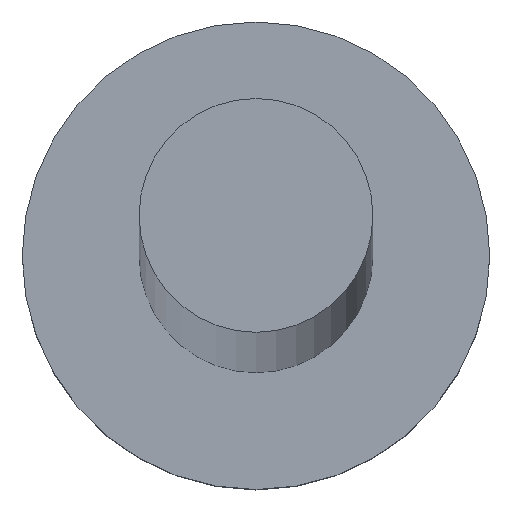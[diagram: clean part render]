
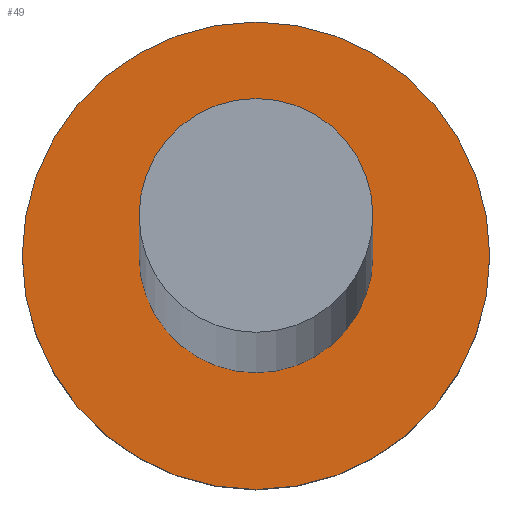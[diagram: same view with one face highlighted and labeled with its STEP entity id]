
A CAD part, top view. The second image highlights one B-rep face of the part: STEP entity #49.
In plain terms, the highlighted planar face has unit normal (0, 0, 1).
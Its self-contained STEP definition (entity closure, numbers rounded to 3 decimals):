
#1 = CARTESIAN_POINT ( 'NONE',  ( 5., 0., 5. ) ) ;
#3 = FACE_OUTER_BOUND ( 'NONE', #15, .T. ) ;
#12 = VERTEX_POINT ( 'NONE', #1 ) ;
#15 = EDGE_LOOP ( 'NONE', ( #141, #103 ) ) ;
#20 = VERTEX_POINT ( 'NONE', #213 ) ;
#43 = VERTEX_POINT ( 'NONE', #216 ) ;
#46 = CARTESIAN_POINT ( 'NONE',  ( 0., 0., 5. ) ) ;
#49 = ADVANCED_FACE ( 'NONE', ( #50, #3 ), #86, .T. ) ;
#50 = FACE_BOUND ( 'NONE', #54, .T. ) ;
#53 = CARTESIAN_POINT ( 'NONE',  ( 0., 0., 5. ) ) ;
#54 = EDGE_LOOP ( 'NONE', ( #151, #60 ) ) ;
#56 = CARTESIAN_POINT ( 'NONE',  ( 2.5, 0., 5. ) ) ;
#60 = ORIENTED_EDGE ( 'NONE', *, *, #172, .F. ) ;
#69 = AXIS2_PLACEMENT_3D ( 'NONE', #46, #155, #215 ) ;
#72 = EDGE_CURVE ( 'NONE', #43, #242, #219, .T. ) ;
#86 = PLANE ( 'NONE',  #69 ) ;
#93 = CARTESIAN_POINT ( 'NONE',  ( 0., 0., 5. ) ) ;
#103 = ORIENTED_EDGE ( 'NONE', *, *, #185, .T. ) ;
#123 = DIRECTION ( 'NONE',  ( 1., 0., 0. ) ) ;
#130 = EDGE_CURVE ( 'NONE', #20, #12, #149, .T. ) ;
#139 = AXIS2_PLACEMENT_3D ( 'NONE', #233, #169, #231 ) ;
#140 = CIRCLE ( 'NONE', #180, 2.5 ) ;
#141 = ORIENTED_EDGE ( 'NONE', *, *, #130, .T. ) ;
#143 = DIRECTION ( 'NONE',  ( 1., 0., 0. ) ) ;
#149 = CIRCLE ( 'NONE', #189, 5. ) ;
#151 = ORIENTED_EDGE ( 'NONE', *, *, #72, .F. ) ;
#155 = DIRECTION ( 'NONE',  ( 0., 0., 1. ) ) ;
#159 = CARTESIAN_POINT ( 'NONE',  ( 0., 0., 5. ) ) ;
#169 = DIRECTION ( 'NONE',  ( 0., 0., 1. ) ) ;
#170 = CIRCLE ( 'NONE', #228, 5. ) ;
#172 = EDGE_CURVE ( 'NONE', #242, #43, #140, .T. ) ;
#180 = AXIS2_PLACEMENT_3D ( 'NONE', #53, #252, #253 ) ;
#185 = EDGE_CURVE ( 'NONE', #12, #20, #170, .T. ) ;
#189 = AXIS2_PLACEMENT_3D ( 'NONE', #93, #194, #143 ) ;
#194 = DIRECTION ( 'NONE',  ( 0., 0., 1. ) ) ;
#213 = CARTESIAN_POINT ( 'NONE',  ( -5., 0., 5. ) ) ;
#215 = DIRECTION ( 'NONE',  ( 1., 0., 0. ) ) ;
#216 = CARTESIAN_POINT ( 'NONE',  ( -2.5, 0., 5. ) ) ;
#218 = DIRECTION ( 'NONE',  ( 0., 0., 1. ) ) ;
#219 = CIRCLE ( 'NONE', #139, 2.5 ) ;
#228 = AXIS2_PLACEMENT_3D ( 'NONE', #159, #218, #123 ) ;
#231 = DIRECTION ( 'NONE',  ( 1., 0., 0. ) ) ;
#233 = CARTESIAN_POINT ( 'NONE',  ( 0., 0., 5. ) ) ;
#242 = VERTEX_POINT ( 'NONE', #56 ) ;
#252 = DIRECTION ( 'NONE',  ( 0., 0., 1. ) ) ;
#253 = DIRECTION ( 'NONE',  ( 1., 0., 0. ) ) ;
